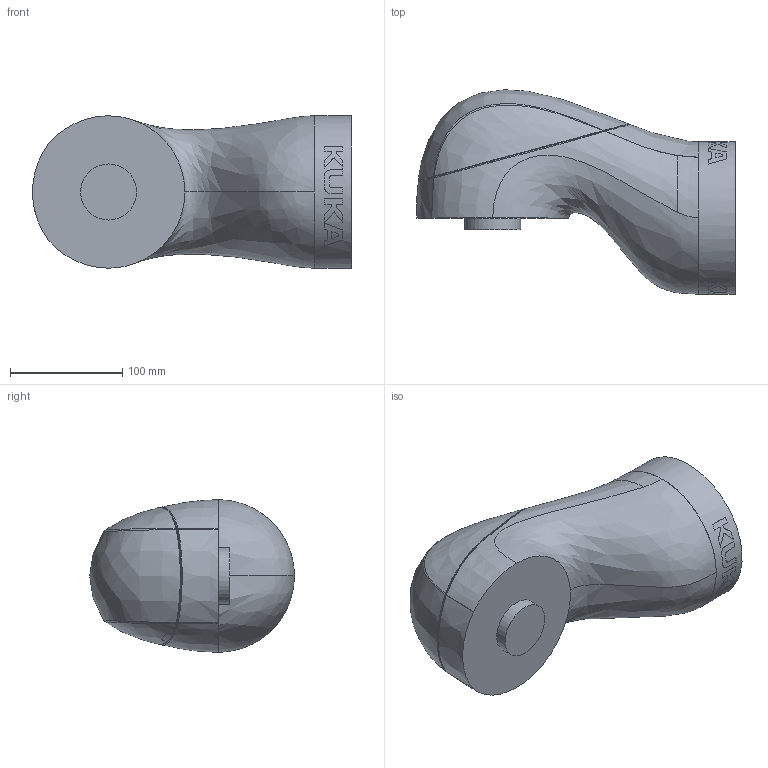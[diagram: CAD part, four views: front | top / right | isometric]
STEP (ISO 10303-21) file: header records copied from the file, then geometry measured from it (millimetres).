
FILE_DESCRIPTION(('HOOPS Exchange Step'),'2;1');
FILE_NAME('temp_export','2023-05-18T14:14:50+01:00',('jorgemartins'),('Shapr3D Limited'),'HOOPS Exchange 2022.2','Shapr3D','Authorized');
FILE_SCHEMA( ('AUTOMOTIVE_DESIGN { 1 0 10303 214 1 1 1 1 }') );
Length unit declared in the file: millimetre
Products named in the file (2): LBR Med 7 R800.stp; root
Assembly tree (1 placements, depth 2):
  root
    LBR Med 7 R800.stp
Bounding box: 284.75 x 182.58 x 136 mm (x, y, z)
Volume: 3202444.8 mm3; surface area: 140918.6 mm2
Topology: 1 solids, 1 shells, 223 faces, 611 edges, 371 vertices
Faces by surface type: bspline 83, plane 73, extrusion 48, cylinder 17, sphere 2
Full cylindrical faces by diameter (mm): 50 x2, 136 x1
Entity records: 14828 total; most frequent: CARTESIAN_POINT 10050, ORIENTED_EDGE 1156, DIRECTION 680, EDGE_CURVE 578, VERTEX_POINT 371, B_SPLINE_CURVE_WITH_KNOTS 324, AXIS2_PLACEMENT_3D 237, EDGE_LOOP 237
